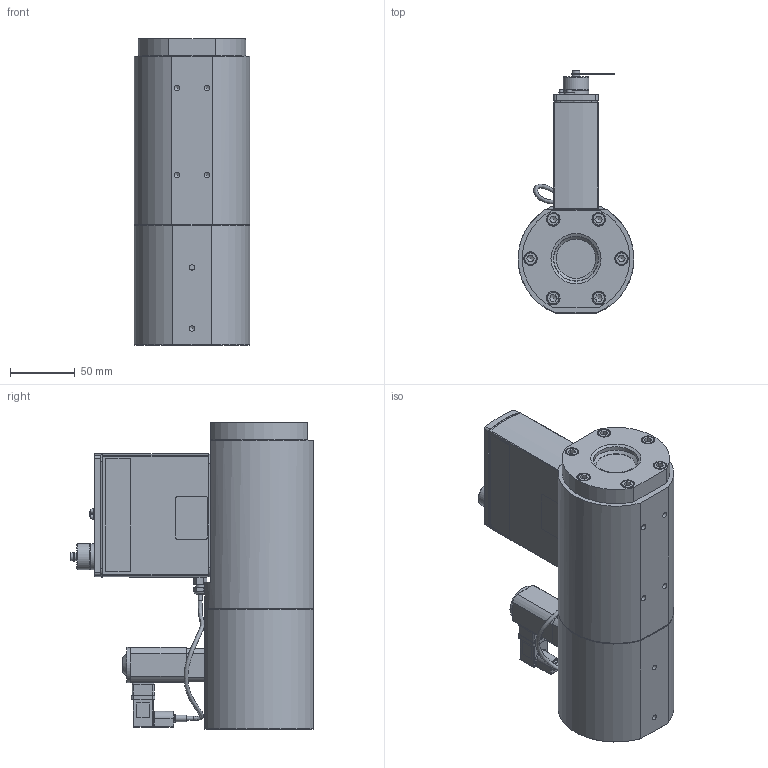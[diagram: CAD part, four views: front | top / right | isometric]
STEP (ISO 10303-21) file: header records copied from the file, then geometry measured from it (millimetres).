
FILE_DESCRIPTION(/* description */ (''),/* implementation_level */ '2;1');
FILE_NAME(/* name */ '711606.stp',/* time_stamp */ '2020-07-24T14:00:56+02:00',/* author */ ('J-Wiggers'),/* organization */ (''),/* preprocessor_version */ 'ST-DEVELOPER v17',/* originating_system */ 'Autodesk Inventor 2018',/* authorisation */ '');
FILE_SCHEMA (('AUTOMOTIVE_DESIGN { 1 0 10303 214 3 1 1 }'));
Length unit declared in the file: millimetre
Products named in the file (1): 711606_Shrinkwrap_1
Bounding box: 89 x 187.2 x 236 mm (x, y, z)
Volume: 1715952.5 mm3; surface area: 135313.6 mm2
Topology: 1 solids, 2 shells, 541 faces, 1438 edges, 971 vertices
Faces by surface type: plane 291, cylinder 156, cone 39, torus 27, bspline 22, sphere 6
Full cylindrical faces by diameter (mm): 3 x7, 3.3 x3, 3.75 x2, 4 x2, 4.134 x2, 4.459 x4, 5 x1, 5.5 x3, 6 x11, 6.2 x7, 7 x1, 8.3 x1, 8.5 x1, 8.8 x1, 10 x14, 10.5 x6, 11 x8, 18 x1, 20 x2, 27 x1, 30.291 x1, 34 x1, 34.6 x1
Entity records: 18657 total; most frequent: CARTESIAN_POINT 4692, DIRECTION 2842, ORIENTED_EDGE 2820, EDGE_CURVE 1410, AXIS2_PLACEMENT_3D 1086, VERTEX_POINT 971, LINE 670, VECTOR 670
